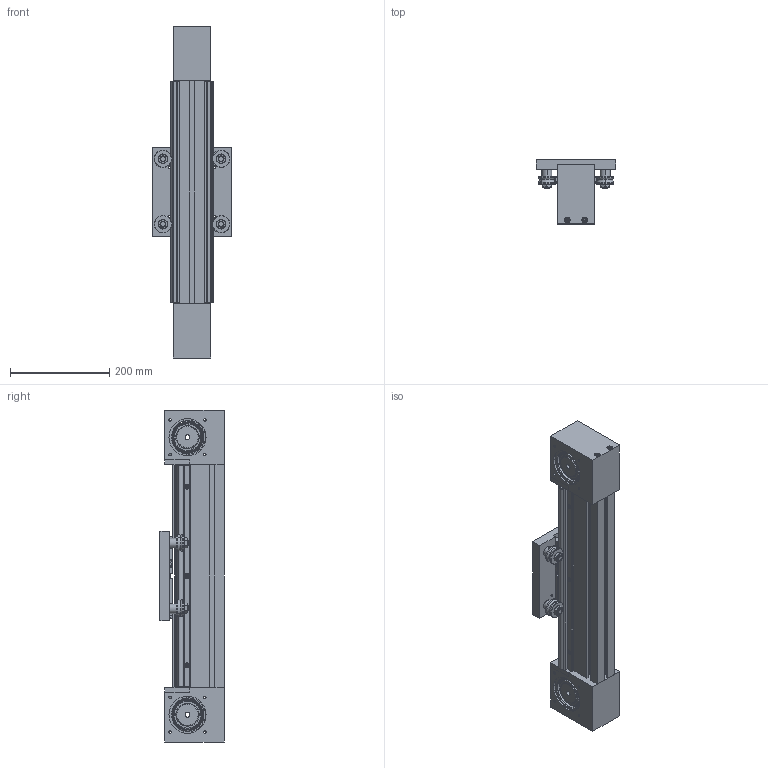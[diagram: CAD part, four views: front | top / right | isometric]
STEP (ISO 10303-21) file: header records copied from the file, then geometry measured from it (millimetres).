
FILE_DESCRIPTION (( 'STEP AP214' ), '1' );
FILE_NAME ('AZ2004.STEP', '2019-11-07T10:24:00', ( '' ), ( '' ), 'SwSTEP 2.0', 'SolidWorks 2019', '' );
FILE_SCHEMA (( 'AUTOMOTIVE_DESIGN' ));
Length unit declared in the file: millimetre
Products named in the file (1): AZ2004
Bounding box: 160 x 129.8 x 670 mm (x, y, z)
Surface area: 595731.8 mm2 (no closed solid volume)
Topology: 0 solids, 92 shells, 1165 faces, 4452 edges, 3196 vertices
Faces by surface type: sphere 338, plane 303, cylinder 288, torus 157, cone 79
Entity records: 79568 total; most frequent: CARTESIAN_POINT 31240, DIRECTION 7189, ORIENTED_EDGE 6802, EDGE_CURVE 4440, VERTEX_POINT 3196, AXIS2_PLACEMENT_3D 2977, CIRCLE 1811, B_SPLINE_CURVE_WITH_KNOTS 1394
